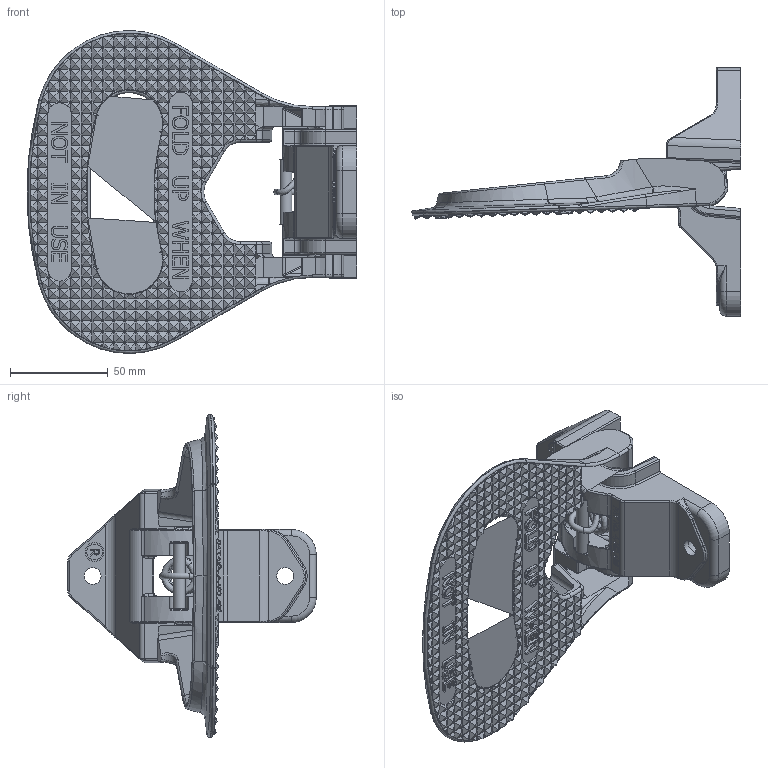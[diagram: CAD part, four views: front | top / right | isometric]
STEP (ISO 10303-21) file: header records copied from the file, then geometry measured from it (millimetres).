
FILE_DESCRIPTION(/* description */ (''),/* implementation_level */ '2;1');
FILE_NAME(/* name */ '1-585809.stp',/* time_stamp */ '2018-03-19T13:25:59-04:00',/* author */ ('fredp'),/* organization */ ('Eberhard Manufacturing Company'),/* preprocessor_version */ 'ST-DEVELOPER v16.5',/* originating_system */ 'Autodesk Inventor 2017',/* authorisation */ '');
FILE_SCHEMA (('AUTOMOTIVE_DESIGN { 1 0 10303 214 3 1 1 }'));
Products named in the file (1): 1-585809
Bounding box: 168.7 x 127 x 165.07 mm (x, y, z)
Volume: 177214 mm3; surface area: 75771.2 mm2
Topology: 1 solids, 1 shells, 2970 faces, 6252 edges, 3312 vertices
Faces by surface type: plane 2053, cylinder 400, bspline 373, torus 124, sphere 12, cone 8
Full cylindrical faces by diameter (mm): 6.35 x2, 8.089 x1, 8.585 x2, 9.601 x1
Entity records: 83242 total; most frequent: CARTESIAN_POINT 22718, ORIENTED_EDGE 12420, DIRECTION 12124, EDGE_CURVE 6208, LINE 4188, VECTOR 4188, AXIS2_PLACEMENT_3D 3968, VERTEX_POINT 3312
